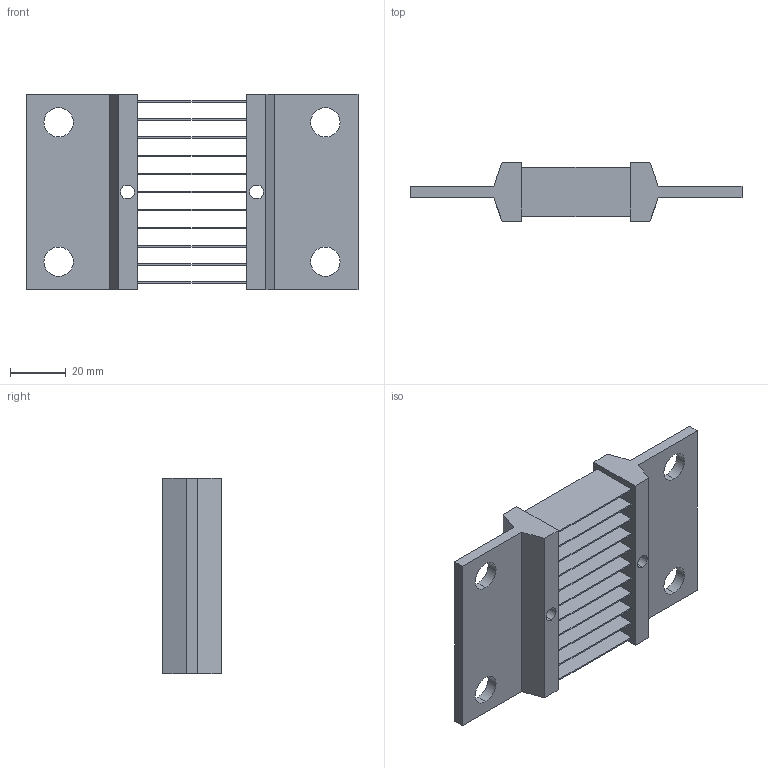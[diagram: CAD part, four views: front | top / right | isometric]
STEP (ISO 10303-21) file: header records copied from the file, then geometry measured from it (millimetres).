
FILE_DESCRIPTION (( 'STEP AP214' ), '1' );
FILE_NAME ('Shunt 1000A.STEP', '2022-02-10T07:21:28', ( '' ), ( '' ), 'SwSTEP 2.0', 'SolidWorks 2018', '' );
FILE_SCHEMA (( 'AUTOMOTIVE_DESIGN' ));
Length unit declared in the file: millimetre
Products named in the file (1): Shunt 1000A
Bounding box: 119 x 21 x 70 mm (x, y, z)
Volume: 44173.6 mm3; surface area: 33269.6 mm2
Topology: 1 solids, 1 shells, 76 faces, 216 edges, 144 vertices
Faces by surface type: plane 64, cylinder 12
Entity records: 2542 total; most frequent: CARTESIAN_POINT 437, ORIENTED_EDGE 432, DIRECTION 394, EDGE_CURVE 216, VECTOR 192, LINE 192, VERTEX_POINT 144, EDGE_LOOP 110
